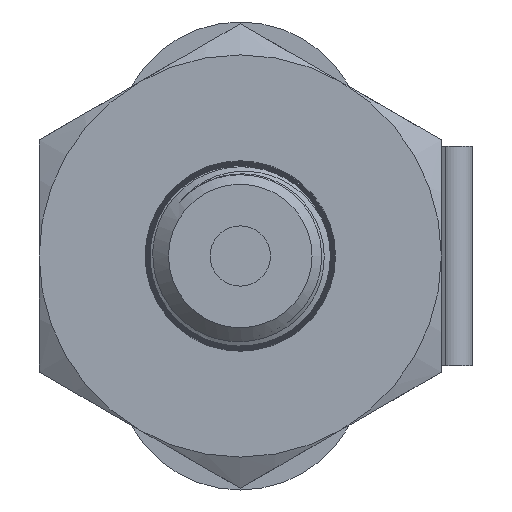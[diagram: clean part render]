
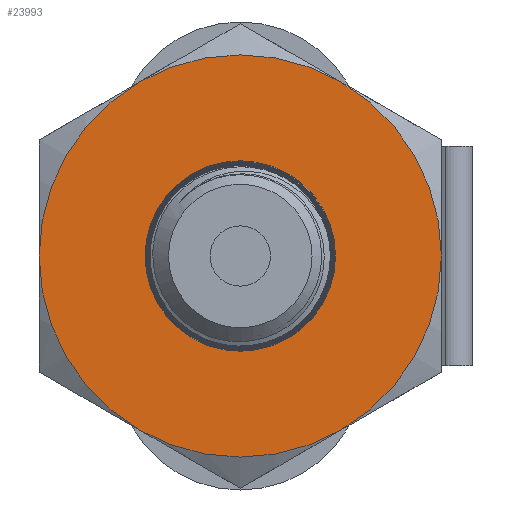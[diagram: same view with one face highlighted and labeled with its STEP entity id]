
A CAD part, left-side view. The second image highlights one B-rep face of the part: STEP entity #23993.
In plain terms, the highlighted planar face has unit normal (-1, 0, 0).
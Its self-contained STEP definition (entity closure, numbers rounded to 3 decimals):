
#492=FACE_BOUND('',#3304,.T.);
#914=PLANE('',#25191);
#1905=FACE_OUTER_BOUND('',#3303,.T.);
#3303=EDGE_LOOP('',(#18065,#18066,#18067,#18068,#18069,#18070));
#3304=EDGE_LOOP('',(#18071));
#4416=CIRCLE('',#25093,5.21);
#4437=CIRCLE('',#25157,11.);
#4438=CIRCLE('',#25159,11.);
#4439=CIRCLE('',#25161,11.);
#4440=CIRCLE('',#25163,11.);
#4441=CIRCLE('',#25165,11.);
#4442=CIRCLE('',#25167,11.);
#10186=VERTEX_POINT('',#33551);
#10747=VERTEX_POINT('',#43874);
#10748=VERTEX_POINT('',#43878);
#10750=VERTEX_POINT('',#43885);
#10752=VERTEX_POINT('',#43895);
#10754=VERTEX_POINT('',#43908);
#10756=VERTEX_POINT('',#43918);
#12597=EDGE_CURVE('',#10186,#10186,#4416,.T.);
#13439=EDGE_CURVE('',#10747,#10748,#4437,.T.);
#13442=EDGE_CURVE('',#10750,#10747,#4438,.T.);
#13445=EDGE_CURVE('',#10752,#10750,#4439,.T.);
#13447=EDGE_CURVE('',#10754,#10752,#4440,.T.);
#13450=EDGE_CURVE('',#10756,#10754,#4441,.T.);
#13453=EDGE_CURVE('',#10748,#10756,#4442,.T.);
#18065=ORIENTED_EDGE('',*,*,#13453,.T.);
#18066=ORIENTED_EDGE('',*,*,#13450,.T.);
#18067=ORIENTED_EDGE('',*,*,#13447,.T.);
#18068=ORIENTED_EDGE('',*,*,#13445,.T.);
#18069=ORIENTED_EDGE('',*,*,#13442,.T.);
#18070=ORIENTED_EDGE('',*,*,#13439,.T.);
#18071=ORIENTED_EDGE('',*,*,#12597,.T.);
#23993=ADVANCED_FACE('',(#1905,#492),#914,.T.);
#25093=AXIS2_PLACEMENT_3D('',#33552,#26906,#26907);
#25157=AXIS2_PLACEMENT_3D('',#43882,#27328,#27329);
#25159=AXIS2_PLACEMENT_3D('',#43892,#27332,#27333);
#25161=AXIS2_PLACEMENT_3D('',#43902,#27336,#27337);
#25163=AXIS2_PLACEMENT_3D('',#43909,#27340,#27341);
#25165=AXIS2_PLACEMENT_3D('',#43919,#27344,#27345);
#25167=AXIS2_PLACEMENT_3D('',#43928,#27348,#27349);
#25191=AXIS2_PLACEMENT_3D('',#44013,#27404,#27405);
#26906=DIRECTION('center_axis',(1.,0.,0.));
#26907=DIRECTION('ref_axis',(0.,0.,-1.));
#27328=DIRECTION('center_axis',(-1.,0.,0.));
#27329=DIRECTION('ref_axis',(0.,1.,0.));
#27332=DIRECTION('center_axis',(-1.,0.,0.));
#27333=DIRECTION('ref_axis',(0.,1.,0.));
#27336=DIRECTION('center_axis',(-1.,0.,0.));
#27337=DIRECTION('ref_axis',(0.,1.,0.));
#27340=DIRECTION('center_axis',(-1.,0.,0.));
#27341=DIRECTION('ref_axis',(0.,1.,0.));
#27344=DIRECTION('center_axis',(-1.,0.,0.));
#27345=DIRECTION('ref_axis',(0.,1.,0.));
#27348=DIRECTION('center_axis',(-1.,0.,0.));
#27349=DIRECTION('ref_axis',(0.,1.,0.));
#27404=DIRECTION('center_axis',(-1.,0.,0.));
#27405=DIRECTION('ref_axis',(0.,0.,1.));
#33551=CARTESIAN_POINT('',(-36.6,-5.21,0.));
#33552=CARTESIAN_POINT('Origin',(-36.6,0.,0.));
#43874=CARTESIAN_POINT('',(-36.6,-5.5,-9.526));
#43878=CARTESIAN_POINT('',(-36.6,-11.,0.));
#43882=CARTESIAN_POINT('Origin',(-36.6,0.,0.));
#43885=CARTESIAN_POINT('',(-36.6,5.5,-9.526));
#43892=CARTESIAN_POINT('Origin',(-36.6,0.,0.));
#43895=CARTESIAN_POINT('',(-36.6,11.,0.));
#43902=CARTESIAN_POINT('Origin',(-36.6,0.,0.));
#43908=CARTESIAN_POINT('',(-36.6,5.5,9.526));
#43909=CARTESIAN_POINT('Origin',(-36.6,0.,0.));
#43918=CARTESIAN_POINT('',(-36.6,-5.5,9.526));
#43919=CARTESIAN_POINT('Origin',(-36.6,0.,0.));
#43928=CARTESIAN_POINT('Origin',(-36.6,0.,0.));
#44013=CARTESIAN_POINT('Origin',(-36.6,11.,0.));
